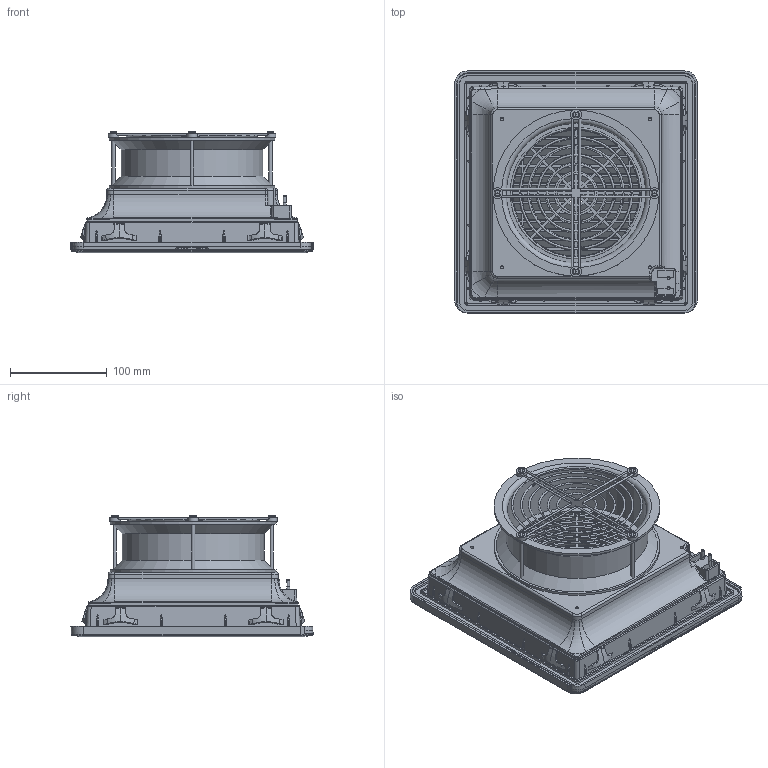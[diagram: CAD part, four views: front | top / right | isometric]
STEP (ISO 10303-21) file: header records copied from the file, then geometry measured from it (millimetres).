
FILE_DESCRIPTION(/* description */ (''),/* implementation_level */ '2;1');
FILE_NAME(/* name */ '改风机.stp',/* time_stamp */ '2025-06-12T16:34:54+08:00',/* author */ (''),/* organization */ (''),/* preprocessor_version */ 'ST-DEVELOPER v16.7',/* originating_system */ 'SIEMENS PLM Software NX 12.0',/* authorisation */ '');
FILE_SCHEMA (('AUTOMOTIVE_DESIGN { 1 0 10303 214 3 1 1 1 }'));
Products named in the file (1): Admi09B0E6A5qgq3
Bounding box: 250.31 x 249.84 x 125.3 mm (x, y, z)
Volume: 505007.4 mm3; surface area: 520395.6 mm2
Topology: 13 solids, 13 shells, 2868 faces, 8085 edges, 5174 vertices
Faces by surface type: plane 1398, cylinder 613, cone 321, torus 300, bspline 234, sphere 2
Full cylindrical faces by diameter (mm): 1.84 x8, 3 x8, 3.2 x2, 3.3 x24, 3.5 x22, 5.3 x28, 7 x5, 7.3 x11, 8 x8, 11 x4, 144 x1, 146.5 x1, 171.3 x2
Entity records: 112948 total; most frequent: CARTESIAN_POINT 43294, ORIENTED_EDGE 15316, DIRECTION 12864, EDGE_CURVE 7658, VERTEX_POINT 4969, AXIS2_PLACEMENT_3D 4505, LINE 3854, VECTOR 3854
